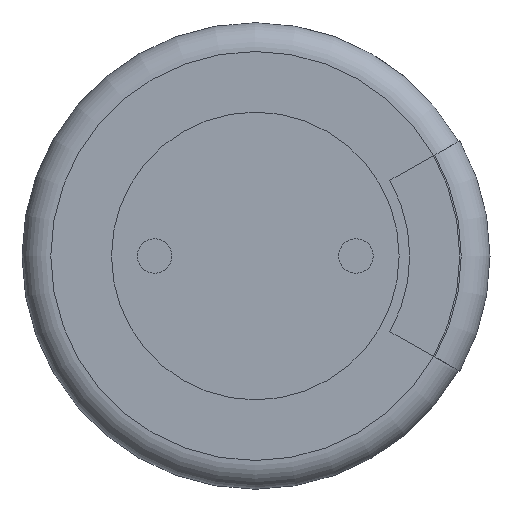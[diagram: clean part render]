
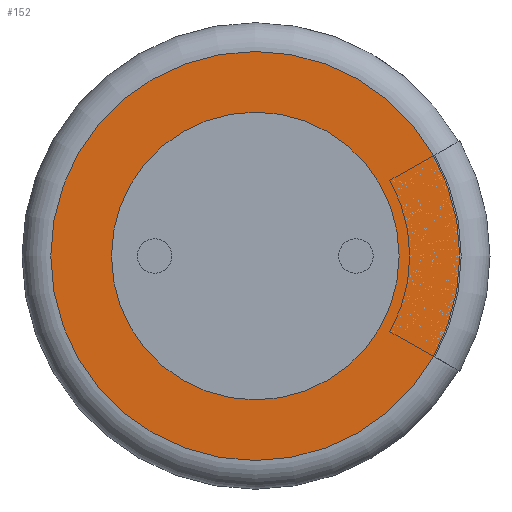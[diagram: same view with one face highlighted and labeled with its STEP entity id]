
A CAD part, front view. The second image highlights one B-rep face of the part: STEP entity #152.
In plain terms, the highlighted planar face has unit normal (0, -1, 0).
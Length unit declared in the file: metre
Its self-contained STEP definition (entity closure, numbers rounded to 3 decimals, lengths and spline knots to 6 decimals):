
#152 = ADVANCED_FACE( '', ( #349, #350 ), #351, .F. );
#349 = FACE_OUTER_BOUND( '', #698, .T. );
#350 = FACE_BOUND( '', #699, .T. );
#351 = PLANE( '', #700 );
#698 = EDGE_LOOP( '', ( #1052 ) );
#699 = EDGE_LOOP( '', ( #1053 ) );
#700 = AXIS2_PLACEMENT_3D( '', #1054, #1055, #1056 );
#1052 = ORIENTED_EDGE( '', *, *, #1533, .T. );
#1053 = ORIENTED_EDGE( '', *, *, #1516, .F. );
#1054 = CARTESIAN_POINT( '', ( 0., 0., 0. ) );
#1055 = DIRECTION( '', ( 0., 1., 0. ) );
#1056 = DIRECTION( '', ( 0., 0., 1. ) );
#1516 = EDGE_CURVE( '', #1804, #1804, #1805, .T. );
#1533 = EDGE_CURVE( '', #1830, #1830, #1831, .F. );
#1804 = VERTEX_POINT( '', #2307 );
#1805 = CIRCLE( '', #2308, 0.0025 );
#1830 = VERTEX_POINT( '', #2338 );
#1831 = CIRCLE( '', #2339, 0.003555 );
#2307 = CARTESIAN_POINT( '', ( 0., 0., -0.0025 ) );
#2308 = AXIS2_PLACEMENT_3D( '', #2637, #2638, #2639 );
#2338 = CARTESIAN_POINT( '', ( 0., 0., 0.003555 ) );
#2339 = AXIS2_PLACEMENT_3D( '', #2663, #2664, #2665 );
#2637 = CARTESIAN_POINT( '', ( 0., 0., 0. ) );
#2638 = DIRECTION( '', ( 0., -1., 0. ) );
#2639 = DIRECTION( '', ( 0., 0., -1. ) );
#2663 = CARTESIAN_POINT( '', ( 0., 0., 0. ) );
#2664 = DIRECTION( '', ( 0., 1., 0. ) );
#2665 = DIRECTION( '', ( 0., 0., 1. ) );
